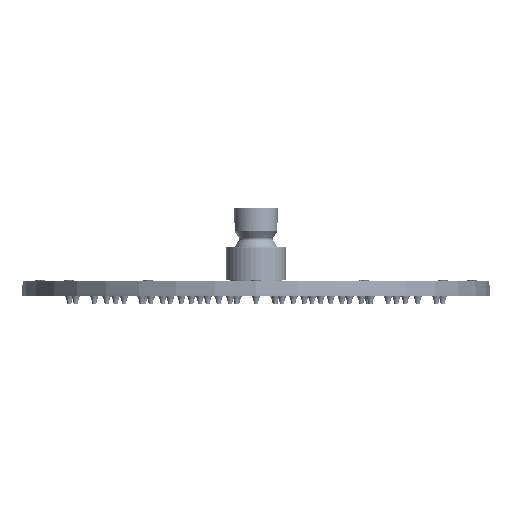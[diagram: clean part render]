
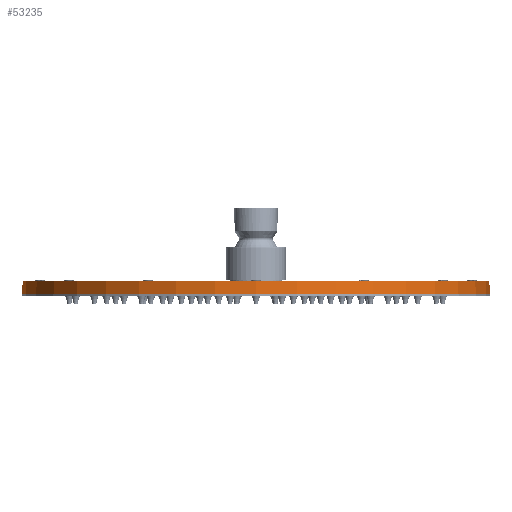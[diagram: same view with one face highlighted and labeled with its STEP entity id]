
A CAD part, front view. The second image highlights one B-rep face of the part: STEP entity #53235.
In plain terms, the highlighted conical face has half-angle 2 degrees and reference radius 125.122 mm.
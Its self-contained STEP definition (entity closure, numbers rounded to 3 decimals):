
#1307=CARTESIAN_POINT('',(0.069,0.054,
49.719));
#1308=DIRECTION('',(0.,0.,-1.));
#1309=DIRECTION('',(1.,0.,0.));
#1310=AXIS2_PLACEMENT_3D('',#1307,#1308,#1309);
#1337=DIRECTION('',(0.035,0.,-0.999));
#1338=VECTOR('',#1337,7.004);
#1339=CARTESIAN_POINT('',(125.069,0.054,56.719));
#1340=LINE('',#1339,#1338);
#1344=DIRECTION('',(-0.035,0.,-0.999));
#1345=VECTOR('',#1344,7.004);
#1346=CARTESIAN_POINT('',(-124.931,0.054,
56.719));
#1347=LINE('',#1346,#1345);
#1359=CARTESIAN_POINT('',(0.069,0.054,
56.719));
#1360=DIRECTION('',(0.,0.,1.));
#1361=DIRECTION('',(-1.,0.,0.));
#1362=AXIS2_PLACEMENT_3D('',#1359,#1360,#1361);
#52489=CARTESIAN_POINT('',(-124.931,0.054,
56.719));
#52490=CARTESIAN_POINT('',(125.069,0.054,
56.719));
#52491=VERTEX_POINT('',#52489);
#52492=VERTEX_POINT('',#52490);
#52573=CARTESIAN_POINT('',(125.314,0.054,
49.719));
#52574=CARTESIAN_POINT('',(-125.175,0.054,
49.719));
#52575=VERTEX_POINT('',#52573);
#52576=VERTEX_POINT('',#52574);
#53221=CARTESIAN_POINT('',(0.069,0.054,
53.219));
#53222=DIRECTION('',(0.,0.,-1.));
#53223=DIRECTION('',(1.,0.,0.));
#53224=AXIS2_PLACEMENT_3D('',#53221,#53222,#53223);
#53225=CONICAL_SURFACE('',#53224,125.122,2.);
#53226=ORIENTED_EDGE('',*,*,#53188,.T.);
#53228=ORIENTED_EDGE('',*,*,#53227,.F.);
#53230=ORIENTED_EDGE('',*,*,#53229,.T.);
#53232=ORIENTED_EDGE('',*,*,#53231,.T.);
#53233=EDGE_LOOP('',(#53226,#53228,#53230,#53232));
#53234=FACE_OUTER_BOUND('',#53233,.F.);
#53235=ADVANCED_FACE('',(#53234),#53225,.T.);
#1311=CIRCLE('',#1310,125.244);
#1363=CIRCLE('',#1362,125.);
#53188=EDGE_CURVE('',#52575,#52576,#1311,.T.);
#53227=EDGE_CURVE('',#52491,#52576,#1347,.T.);
#53229=EDGE_CURVE('',#52491,#52492,#1363,.T.);
#53231=EDGE_CURVE('',#52492,#52575,#1340,.T.);
